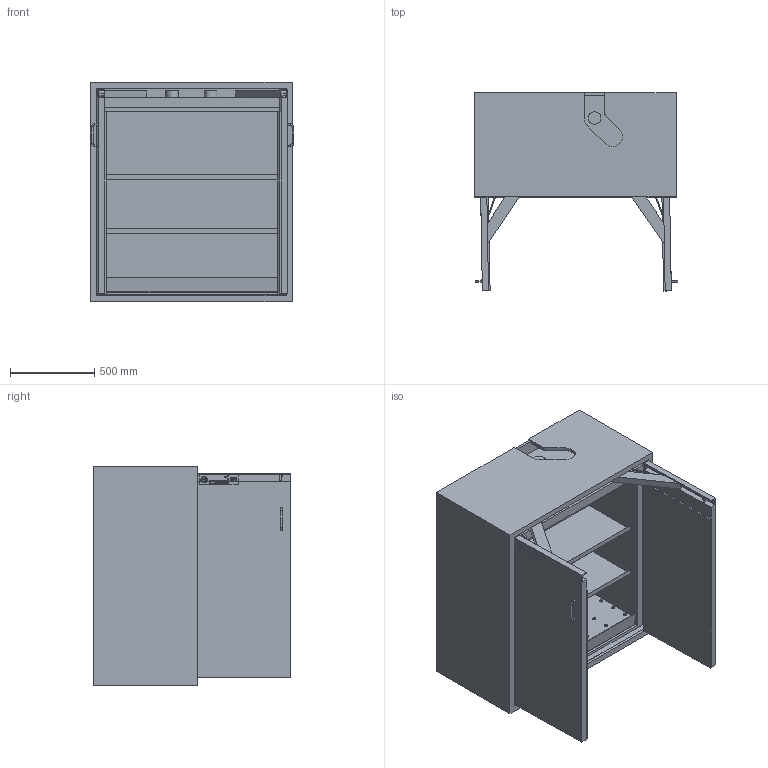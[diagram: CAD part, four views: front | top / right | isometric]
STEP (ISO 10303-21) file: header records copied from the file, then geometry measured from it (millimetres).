
FILE_DESCRIPTION(/* description */ (''),/* implementation_level */ '2;1');
FILE_NAME(/* name */ 'S90.129.120(.WDAS)_30121(30122)-001-30155_OD.stp',/* time_stamp */ '2017-02-24T14:24:15+01:00',/* author */ ('pproduktmanagement'),/* organization */ ('asecos® GmbH'),/* preprocessor_version */ 'ST-DEVELOPER v16.5',/* originating_system */ 'Autodesk Inventor 2017',/* authorisation */ '');
FILE_SCHEMA (('AUTOMOTIVE_DESIGN { 1 0 10303 214 3 1 1 }'));
Length unit declared in the file: millimetre
Products named in the file (2): S90.129.120(.WDAS)_30121(30122)-001-30155; S90.129.120(.WDAS)_30121(30122)-001-30155_OD
Assembly tree (1 placements, depth 2):
  S90.129.120(.WDAS)_30121(30122)-001-30155
    S90.129.120(.WDAS)_30121(30122)-001-30155_OD
Bounding box: 1206.12 x 1172.22 x 1298.25 mm (x, y, z)
Volume: 324070170.8 mm3; surface area: 18508162.4 mm2
Topology: 16 solids, 16 shells, 847 faces, 2177 edges, 1447 vertices
Faces by surface type: plane 600, bspline 135, cylinder 108, torus 4
Full cylindrical faces by diameter (mm): 8 x8, 8.5 x2, 8.6 x2, 10.3 x6, 10.679 x2, 20 x35, 33.8 x1, 37.8 x1, 40 x1, 45 x3, 75 x2
Entity records: 26987 total; most frequent: CARTESIAN_POINT 6474, ORIENTED_EDGE 4150, DIRECTION 3451, EDGE_CURVE 2075, LINE 1589, VECTOR 1589, VERTEX_POINT 1412, EDGE_LOOP 1091
